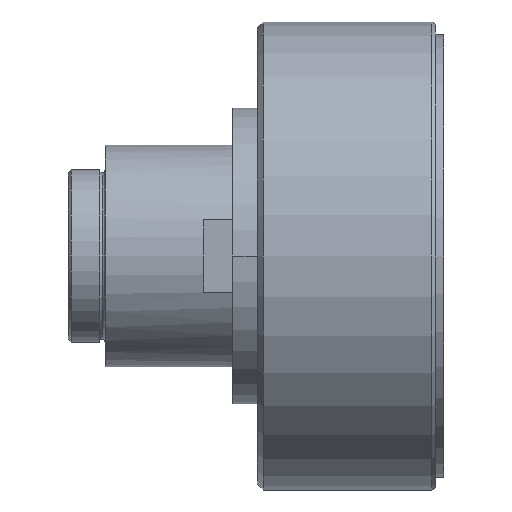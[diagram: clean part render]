
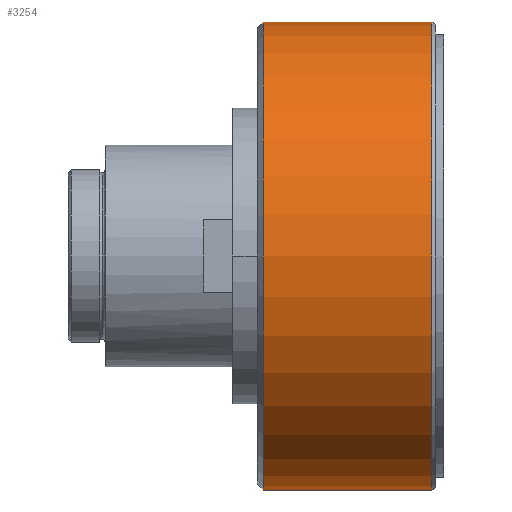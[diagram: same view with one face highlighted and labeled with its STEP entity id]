
A CAD part, left-side view. The second image highlights one B-rep face of the part: STEP entity #3254.
In plain terms, the highlighted cylindrical face has radius 60.325 mm (diameter 120.65 mm), a partial arc.
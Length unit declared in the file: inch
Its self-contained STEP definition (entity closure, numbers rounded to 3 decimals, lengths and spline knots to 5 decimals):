
#17 = VECTOR ( 'NONE', #1708, 39.37008 ) ;
#90 = AXIS2_PLACEMENT_3D ( 'NONE', #799, #1313, #213 ) ;
#213 = DIRECTION ( 'NONE',  ( 0., 0., -1. ) ) ;
#224 = ORIENTED_EDGE ( 'NONE', *, *, #2373, .T. ) ;
#405 = LINE ( 'NONE', #1169, #17 ) ;
#542 = AXIS2_PLACEMENT_3D ( 'NONE', #3001, #776, #615 ) ;
#589 = EDGE_CURVE ( 'NONE', #1049, #2061, #2245, .T. ) ;
#615 = DIRECTION ( 'NONE',  ( 0., 0., 1. ) ) ;
#664 = VERTEX_POINT ( 'NONE', #3104 ) ;
#674 = VERTEX_POINT ( 'NONE', #727 ) ;
#718 = CARTESIAN_POINT ( 'NONE',  ( 0., 2.57855, -2.375 ) ) ;
#727 = CARTESIAN_POINT ( 'NONE',  ( 0., 1.833, -2.375 ) ) ;
#776 = DIRECTION ( 'NONE',  ( 0., -1., 0. ) ) ;
#799 = CARTESIAN_POINT ( 'NONE',  ( 0., 0.123, 0. ) ) ;
#874 = CIRCLE ( 'NONE', #542, 2.375 ) ;
#902 = FACE_OUTER_BOUND ( 'NONE', #1303, .T. ) ;
#914 = VECTOR ( 'NONE', #1002, 39.37008 ) ;
#918 = EDGE_CURVE ( 'NONE', #1049, #674, #983, .T. ) ;
#983 = LINE ( 'NONE', #718, #914 ) ;
#1002 = DIRECTION ( 'NONE',  ( 0., 1., 0. ) ) ;
#1049 = VERTEX_POINT ( 'NONE', #1946 ) ;
#1055 = EDGE_CURVE ( 'NONE', #664, #674, #874, .T. ) ;
#1169 = CARTESIAN_POINT ( 'NONE',  ( 0., 2.57855, 2.375 ) ) ;
#1178 = CARTESIAN_POINT ( 'NONE',  ( 0., 2.57855, 0. ) ) ;
#1281 = ORIENTED_EDGE ( 'NONE', *, *, #918, .F. ) ;
#1303 = EDGE_LOOP ( 'NONE', ( #1281, #1343, #224, #2639 ) ) ;
#1313 = DIRECTION ( 'NONE',  ( 0., 1., 0. ) ) ;
#1343 = ORIENTED_EDGE ( 'NONE', *, *, #589, .T. ) ;
#1402 = DIRECTION ( 'NONE',  ( 0., 0., 1. ) ) ;
#1455 = AXIS2_PLACEMENT_3D ( 'NONE', #1178, #2981, #1402 ) ;
#1708 = DIRECTION ( 'NONE',  ( 0., 1., 0. ) ) ;
#1925 = CYLINDRICAL_SURFACE ( 'NONE', #1455, 2.375 ) ;
#1946 = CARTESIAN_POINT ( 'NONE',  ( 0., 0.123, -2.375 ) ) ;
#2061 = VERTEX_POINT ( 'NONE', #2599 ) ;
#2245 = CIRCLE ( 'NONE', #90, 2.375 ) ;
#2373 = EDGE_CURVE ( 'NONE', #2061, #664, #405, .T. ) ;
#2599 = CARTESIAN_POINT ( 'NONE',  ( 0., 0.123, 2.375 ) ) ;
#2639 = ORIENTED_EDGE ( 'NONE', *, *, #1055, .T. ) ;
#2981 = DIRECTION ( 'NONE',  ( 0., 1., 0. ) ) ;
#3001 = CARTESIAN_POINT ( 'NONE',  ( 0., 1.833, 0. ) ) ;
#3104 = CARTESIAN_POINT ( 'NONE',  ( 0., 1.833, 2.375 ) ) ;
#3254 = ADVANCED_FACE ( 'NONE', ( #902 ), #1925, .T. ) ;
